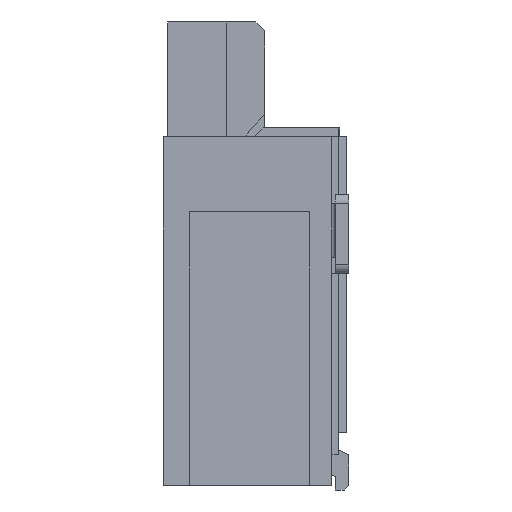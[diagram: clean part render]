
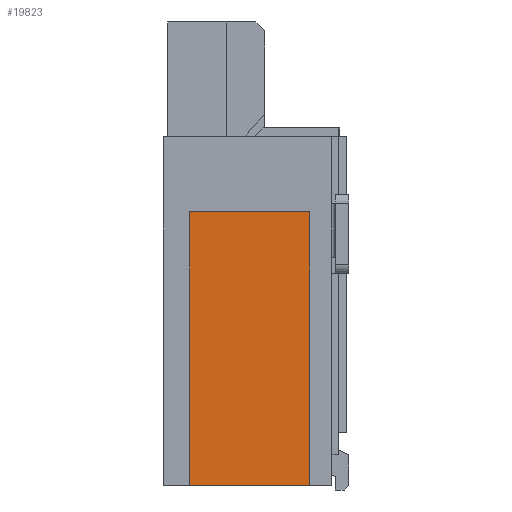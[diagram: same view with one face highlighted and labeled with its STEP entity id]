
A CAD part, left-side view. The second image highlights one B-rep face of the part: STEP entity #19823.
In plain terms, the highlighted planar face has unit normal (-1, 0, 0).
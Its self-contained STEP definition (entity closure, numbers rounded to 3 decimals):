
#413 = VECTOR ( 'NONE', #38640, 1000. ) ;
#1307 = VERTEX_POINT ( 'NONE', #10268 ) ;
#1524 = VERTEX_POINT ( 'NONE', #14868 ) ;
#1964 = DIRECTION ( 'NONE',  ( 0., 0., 1. ) ) ;
#2100 = VECTOR ( 'NONE', #37641, 1000. ) ;
#2287 = EDGE_CURVE ( 'NONE', #1524, #1307, #37170, .T. ) ;
#4431 = ORIENTED_EDGE ( 'NONE', *, *, #18288, .T. ) ;
#5603 = VERTEX_POINT ( 'NONE', #18590 ) ;
#5870 = CARTESIAN_POINT ( 'NONE',  ( -8.1, 0., 0. ) ) ;
#6706 = EDGE_CURVE ( 'NONE', #8859, #5603, #40660, .T. ) ;
#8383 = CARTESIAN_POINT ( 'NONE',  ( -8.1, 1.8, 0.5 ) ) ;
#8859 = VERTEX_POINT ( 'NONE', #8383 ) ;
#10268 = CARTESIAN_POINT ( 'NONE',  ( -8.1, 0.44, 0.5 ) ) ;
#13583 = CARTESIAN_POINT ( 'NONE',  ( -8.1, 1.8, -2.6 ) ) ;
#14758 = FACE_OUTER_BOUND ( 'NONE', #18453, .T. ) ;
#14868 = CARTESIAN_POINT ( 'NONE',  ( -8.1, 0.44, -2.6 ) ) ;
#16028 = LINE ( 'NONE', #42504, #43446 ) ;
#16336 = CARTESIAN_POINT ( 'NONE',  ( -8.1, 1.8, 0.5 ) ) ;
#16773 = ORIENTED_EDGE ( 'NONE', *, *, #2287, .T. ) ;
#18288 = EDGE_CURVE ( 'NONE', #1307, #8859, #16028, .T. ) ;
#18453 = EDGE_LOOP ( 'NONE', ( #32961, #16773, #4431, #32736 ) ) ;
#18590 = CARTESIAN_POINT ( 'NONE',  ( -8.1, 1.8, -2.6 ) ) ;
#19371 = LINE ( 'NONE', #13583, #413 ) ;
#19823 = ADVANCED_FACE ( 'NONE', ( #14758 ), #19877, .T. ) ;
#19877 = PLANE ( 'NONE',  #35386 ) ;
#23917 = DIRECTION ( 'NONE',  ( -1., 0., 0. ) ) ;
#26810 = EDGE_CURVE ( 'NONE', #5603, #1524, #19371, .T. ) ;
#27417 = CARTESIAN_POINT ( 'NONE',  ( -8.1, 0.44, -2.6 ) ) ;
#29309 = VECTOR ( 'NONE', #35072, 1000. ) ;
#32736 = ORIENTED_EDGE ( 'NONE', *, *, #6706, .T. ) ;
#32961 = ORIENTED_EDGE ( 'NONE', *, *, #26810, .T. ) ;
#35072 = DIRECTION ( 'NONE',  ( 0., 0., 1. ) ) ;
#35386 = AXIS2_PLACEMENT_3D ( 'NONE', #5870, #23917, #1964 ) ;
#35488 = DIRECTION ( 'NONE',  ( 0., 1., 0. ) ) ;
#37170 = LINE ( 'NONE', #27417, #29309 ) ;
#37641 = DIRECTION ( 'NONE',  ( 0., 0., -1. ) ) ;
#38640 = DIRECTION ( 'NONE',  ( 0., -1., 0. ) ) ;
#40660 = LINE ( 'NONE', #16336, #2100 ) ;
#42504 = CARTESIAN_POINT ( 'NONE',  ( -8.1, 0.44, 0.5 ) ) ;
#43446 = VECTOR ( 'NONE', #35488, 1000. ) ;
